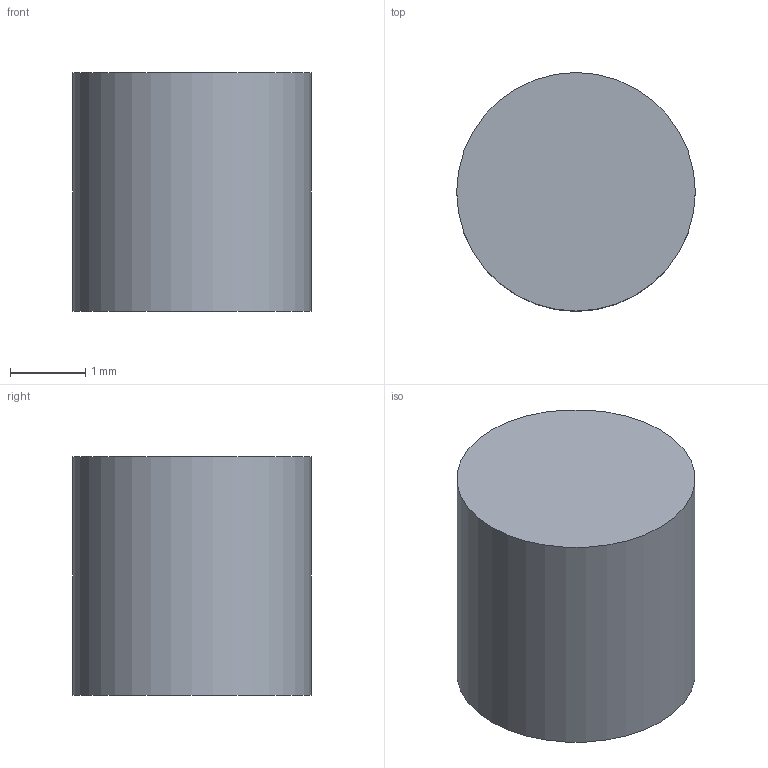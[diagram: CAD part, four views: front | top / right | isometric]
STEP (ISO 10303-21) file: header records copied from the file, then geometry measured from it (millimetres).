
FILE_DESCRIPTION(/* description */ (''),/* implementation_level */ '2;1');
FILE_NAME(/* name */ 'NSN0058.stp',/* time_stamp */ '2015-03-05T18:14:49-05:00',/* author */ ('Scott Madsen'),/* organization */ (''),/* preprocessor_version */ 'ST-DEVELOPER v15.6',/* originating_system */ 'Autodesk Inventor LT ',/* authorisation */ '');
FILE_SCHEMA (('AUTOMOTIVE_DESIGN { 1 0 10303 214 3 1 1 }'));
Length unit declared in the file: inch
Products named in the file (1): NSN0058
Bounding box: 3.17 x 3.17 x 3.17 mm (x, y, z)
Volume: 25.1 mm3; surface area: 47.5 mm2
Topology: 1 solids, 1 shells, 3 faces, 3 edges, 2 vertices
Faces by surface type: plane 2, cylinder 1
Full cylindrical faces by diameter (mm): 3.175 x1
Entity records: 80 total; most frequent: DIRECTION 12, CARTESIAN_POINT 8, AXIS2_PLACEMENT_3D 6, EDGE_LOOP 4, ORIENTED_EDGE 4, FACE_OUTER_BOUND 3, ADVANCED_FACE 3, PLANE 2
